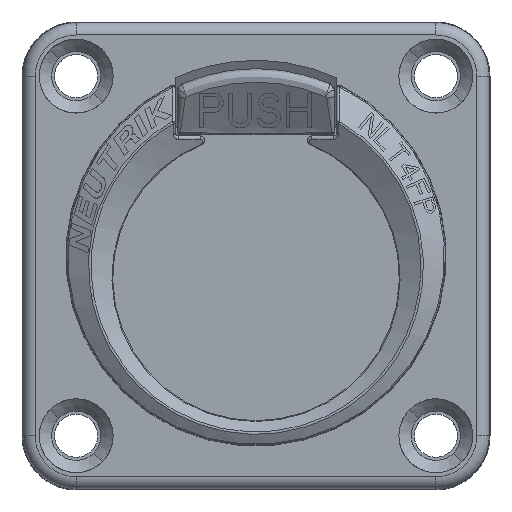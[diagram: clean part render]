
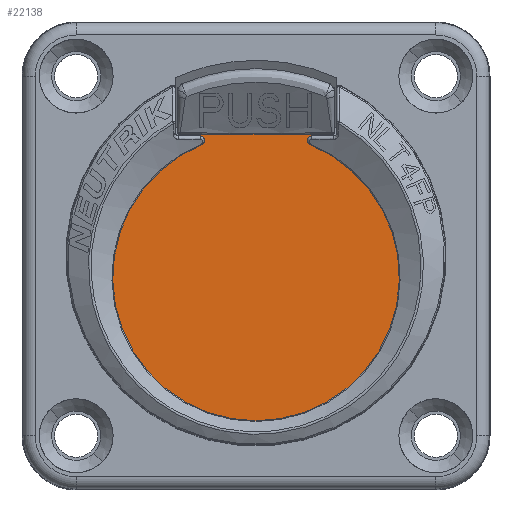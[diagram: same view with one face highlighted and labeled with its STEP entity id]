
A CAD part, top view. The second image highlights one B-rep face of the part: STEP entity #22138.
In plain terms, the highlighted planar face has unit normal (0, 0, 1).
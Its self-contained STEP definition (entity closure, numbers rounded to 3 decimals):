
#7119=DIRECTION('',(1.,0.,0.));
#7120=VECTOR('',#7119,10.442);
#7121=CARTESIAN_POINT('',(-5.221,11.623,4.));
#7122=LINE('',#7121,#7120);
#7435=CARTESIAN_POINT('',(0.,0.,4.));
#7436=DIRECTION('',(0.,0.,-1.));
#7437=DIRECTION('',(-0.431,0.903,0.));
#7438=AXIS2_PLACEMENT_3D('',#7435,#7436,#7437);
#7440=CARTESIAN_POINT('',(0.,0.,4.));
#7441=DIRECTION('',(0.,0.,-1.));
#7442=DIRECTION('',(0.41,0.912,0.));
#7443=AXIS2_PLACEMENT_3D('',#7440,#7441,#7442);
#7453=DIRECTION('',(1.,0.,0.));
#7454=VECTOR('',#7453,0.926);
#7455=CARTESIAN_POINT('',(-5.486,11.5,4.));
#7456=LINE('',#7455,#7454);
#7461=DIRECTION('',(1.,0.,0.));
#7462=VECTOR('',#7461,0.926);
#7463=CARTESIAN_POINT('',(4.56,11.5,4.));
#7464=LINE('',#7463,#7462);
#7469=CARTESIAN_POINT('',(-4.56,11.5,4.));
#7470=CARTESIAN_POINT('',(-4.506,11.5,4.));
#7471=CARTESIAN_POINT('',(-4.408,11.481,4.));
#7472=CARTESIAN_POINT('',(-4.274,11.394,4.));
#7473=CARTESIAN_POINT('',(-4.216,11.311,4.));
#7474=CARTESIAN_POINT('',(-4.194,11.262,4.));
#7482=CARTESIAN_POINT('',(-4.194,11.262,4.));
#7483=CARTESIAN_POINT('',(-4.178,11.225,4.));
#7484=CARTESIAN_POINT('',(-4.159,11.15,4.));
#7485=CARTESIAN_POINT('',(-4.169,11.029,4.));
#7486=CARTESIAN_POINT('',(-4.219,10.918,4.));
#7487=CARTESIAN_POINT('',(-4.307,10.824,4.));
#7488=CARTESIAN_POINT('',(-4.382,10.781,4.));
#7489=CARTESIAN_POINT('',(-4.424,10.764,4.));
#7522=CARTESIAN_POINT('',(0.,0.,4.));
#7523=DIRECTION('',(0.,0.,-1.));
#7524=DIRECTION('',(0.38,0.925,0.));
#7525=AXIS2_PLACEMENT_3D('',#7522,#7523,#7524);
#7537=CARTESIAN_POINT('',(4.424,10.764,4.));
#7538=CARTESIAN_POINT('',(4.382,10.781,4.));
#7539=CARTESIAN_POINT('',(4.307,10.824,4.));
#7540=CARTESIAN_POINT('',(4.219,10.918,4.));
#7541=CARTESIAN_POINT('',(4.169,11.029,4.));
#7542=CARTESIAN_POINT('',(4.159,11.15,4.));
#7543=CARTESIAN_POINT('',(4.178,11.225,4.));
#7544=CARTESIAN_POINT('',(4.194,11.262,4.));
#7577=CARTESIAN_POINT('',(4.194,11.262,4.));
#7578=CARTESIAN_POINT('',(4.216,11.311,4.));
#7579=CARTESIAN_POINT('',(4.274,11.394,4.));
#7580=CARTESIAN_POINT('',(4.408,11.481,4.));
#7581=CARTESIAN_POINT('',(4.506,11.5,4.));
#7582=CARTESIAN_POINT('',(4.56,11.5,4.));
#12452=CARTESIAN_POINT('',(-5.486,11.5,4.));
#12453=CARTESIAN_POINT('',(-4.56,11.5,4.));
#12454=VERTEX_POINT('',#12452);
#12455=VERTEX_POINT('',#12453);
#12456=CARTESIAN_POINT('',(4.56,11.5,4.));
#12457=CARTESIAN_POINT('',(5.486,11.5,4.));
#12458=VERTEX_POINT('',#12456);
#12459=VERTEX_POINT('',#12457);
#12460=VERTEX_POINT('',#7577);
#12461=VERTEX_POINT('',#7474);
#12462=VERTEX_POINT('',#7489);
#12463=CARTESIAN_POINT('',(4.424,10.764,4.));
#12464=VERTEX_POINT('',#12463);
#12465=CARTESIAN_POINT('',(-5.221,11.623,4.));
#12466=CARTESIAN_POINT('',(5.221,11.623,4.));
#12467=VERTEX_POINT('',#12465);
#12468=VERTEX_POINT('',#12466);
#22114=CARTESIAN_POINT('',(0.,0.,4.));
#22115=DIRECTION('',(0.,0.,-1.));
#22116=DIRECTION('',(-0.087,-0.996,0.));
#22117=AXIS2_PLACEMENT_3D('',#22114,#22115,#22116);
#22118=PLANE('',#22117);
#22120=ORIENTED_EDGE('',*,*,#22119,.F.);
#22121=ORIENTED_EDGE('',*,*,#22093,.T.);
#22122=ORIENTED_EDGE('',*,*,#21383,.T.);
#22123=ORIENTED_EDGE('',*,*,#22108,.T.);
#22125=ORIENTED_EDGE('',*,*,#22124,.F.);
#22127=ORIENTED_EDGE('',*,*,#22126,.F.);
#22129=ORIENTED_EDGE('',*,*,#22128,.F.);
#22131=ORIENTED_EDGE('',*,*,#22130,.T.);
#22133=ORIENTED_EDGE('',*,*,#22132,.F.);
#22135=ORIENTED_EDGE('',*,*,#22134,.F.);
#22136=EDGE_LOOP('',(#22120,#22121,#22122,#22123,#22125,#22127,#22129,#22131,
#22133,#22135));
#22137=FACE_OUTER_BOUND('',#22136,.F.);
#22138=ADVANCED_FACE('',(#22137),#22118,.F.);
#7439=CIRCLE('',#7438,12.741);
#7444=CIRCLE('',#7443,12.741);
#7475=B_SPLINE_CURVE_WITH_KNOTS('',3,(#7469,#7470,#7471,#7472,#7473,#7474),
.UNSPECIFIED.,.F.,.F.,(4,1,1,4),(0.,0.333,0.667,1.),
.UNSPECIFIED.);
#7490=B_SPLINE_CURVE_WITH_KNOTS('',3,(#7482,#7483,#7484,#7485,#7486,#7487,#7488,
#7489),.UNSPECIFIED.,.F.,.F.,(4,1,1,1,1,4),(0.,0.2,0.4,0.6,0.8,1.),
.UNSPECIFIED.);
#7526=CIRCLE('',#7525,11.637);
#7545=B_SPLINE_CURVE_WITH_KNOTS('',3,(#7537,#7538,#7539,#7540,#7541,#7542,#7543,
#7544),.UNSPECIFIED.,.F.,.F.,(4,1,1,1,1,4),(0.,0.2,0.4,0.6,0.8,1.),
.UNSPECIFIED.);
#7583=B_SPLINE_CURVE_WITH_KNOTS('',3,(#7577,#7578,#7579,#7580,#7581,#7582),
.UNSPECIFIED.,.F.,.F.,(4,1,1,4),(0.,0.333,0.667,1.),
.UNSPECIFIED.);
#21383=EDGE_CURVE('',#12467,#12468,#7122,.T.);
#22093=EDGE_CURVE('',#12454,#12467,#7439,.T.);
#22108=EDGE_CURVE('',#12468,#12459,#7444,.T.);
#22119=EDGE_CURVE('',#12454,#12455,#7456,.T.);
#22124=EDGE_CURVE('',#12458,#12459,#7464,.T.);
#22126=EDGE_CURVE('',#12460,#12458,#7583,.T.);
#22128=EDGE_CURVE('',#12464,#12460,#7545,.T.);
#22130=EDGE_CURVE('',#12464,#12462,#7526,.T.);
#22132=EDGE_CURVE('',#12461,#12462,#7490,.T.);
#22134=EDGE_CURVE('',#12455,#12461,#7475,.T.);
